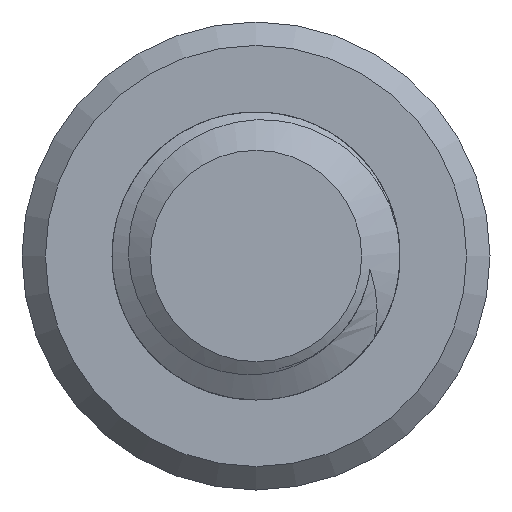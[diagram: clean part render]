
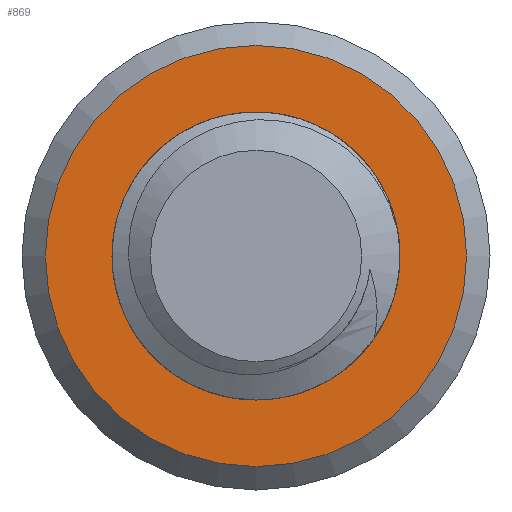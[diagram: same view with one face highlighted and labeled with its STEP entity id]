
A CAD part, left-side view. The second image highlights one B-rep face of the part: STEP entity #869.
In plain terms, the highlighted face is planar.
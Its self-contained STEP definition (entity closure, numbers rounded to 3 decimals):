
#20=FACE_BOUND('',#141,.T.);
#23=PLANE('',#950);
#87=FACE_OUTER_BOUND('',#140,.T.);
#140=EDGE_LOOP('',(#754));
#141=EDGE_LOOP('',(#755,#756,#757,#758));
#154=CIRCLE('',#898,4.);
#158=CIRCLE('',#930,5.85);
#164=CIRCLE('',#941,3.188);
#233=B_SPLINE_CURVE_WITH_KNOTS('',3,(#3806,#3807,#3808,#3809,#3810,#3811,
#3812,#3813,#3814,#3815,#3816,#3817,#3818,#3819,#3820,#3821,#3822,#3823),
 .UNSPECIFIED.,.F.,.F.,(4,2,2,2,2,2,2,2,4),(0.,0.073,0.151,
0.312,0.521,0.735,0.842,1.006,
1.169),.UNSPECIFIED.);
#234=B_SPLINE_CURVE_WITH_KNOTS('',3,(#4234,#4235,#4236,#4237,#4238,#4239,
#4240,#4241,#4242,#4243,#4244,#4245,#4246,#4247,#4248,#4249,#4250,#4251),
 .UNSPECIFIED.,.F.,.F.,(4,2,2,2,2,2,2,2,4),(0.,0.104,0.209,
0.31,0.665,1.014,1.291,1.427,
1.558),.UNSPECIFIED.);
#325=VERTEX_POINT('',#1152);
#326=VERTEX_POINT('',#1179);
#385=VERTEX_POINT('',#3257);
#394=VERTEX_POINT('',#3326);
#395=VERTEX_POINT('',#3351);
#408=EDGE_CURVE('',#325,#326,#154,.T.);
#495=EDGE_CURVE('',#385,#385,#158,.T.);
#509=EDGE_CURVE('',#395,#394,#164,.T.);
#513=EDGE_CURVE('',#394,#326,#233,.T.);
#514=EDGE_CURVE('',#325,#395,#234,.T.);
#754=ORIENTED_EDGE('',*,*,#495,.T.);
#755=ORIENTED_EDGE('',*,*,#408,.F.);
#756=ORIENTED_EDGE('',*,*,#514,.T.);
#757=ORIENTED_EDGE('',*,*,#509,.T.);
#758=ORIENTED_EDGE('',*,*,#513,.T.);
#869=ADVANCED_FACE('',(#87,#20),#23,.F.);
#898=AXIS2_PLACEMENT_3D('',#1180,#971,#972);
#930=AXIS2_PLACEMENT_3D('',#3259,#1063,#1064);
#941=AXIS2_PLACEMENT_3D('',#3352,#1088,#1089);
#950=AXIS2_PLACEMENT_3D('',#4263,#1106,#1107);
#971=DIRECTION('center_axis',(0.,0.,1.));
#972=DIRECTION('ref_axis',(1.,0.,0.));
#1063=DIRECTION('center_axis',(0.,0.,1.));
#1064=DIRECTION('ref_axis',(-1.,0.,0.));
#1088=DIRECTION('center_axis',(0.,0.,-1.));
#1089=DIRECTION('ref_axis',(1.,0.,0.));
#1106=DIRECTION('center_axis',(0.,0.,-1.));
#1107=DIRECTION('ref_axis',(-1.,0.,0.));
#1152=CARTESIAN_POINT('',(2.336,-3.247,-18.));
#1179=CARTESIAN_POINT('',(3.955,-0.6,-18.));
#1180=CARTESIAN_POINT('Origin',(0.,0.,-18.));
#3257=CARTESIAN_POINT('',(5.85,0.,-18.));
#3259=CARTESIAN_POINT('Origin',(0.,0.,-18.));
#3326=CARTESIAN_POINT('',(-1.862,2.588,-18.));
#3351=CARTESIAN_POINT('',(-3.152,0.478,-18.));
#3352=CARTESIAN_POINT('Origin',(0.,0.,-18.));
#3806=CARTESIAN_POINT('Ctrl Pts',(-1.862,2.588,-18.));
#3807=CARTESIAN_POINT('Ctrl Pts',(-1.681,2.752,-18.));
#3808=CARTESIAN_POINT('Ctrl Pts',(-1.481,2.895,-18.));
#3809=CARTESIAN_POINT('Ctrl Pts',(-1.042,3.139,-18.));
#3810=CARTESIAN_POINT('Ctrl Pts',(-0.802,3.237,-18.));
#3811=CARTESIAN_POINT('Ctrl Pts',(-0.036,3.446,
-18.));
#3812=CARTESIAN_POINT('Ctrl Pts',(0.437,3.435,-18.));
#3813=CARTESIAN_POINT('Ctrl Pts',(1.243,3.33,-18.));
#3814=CARTESIAN_POINT('Ctrl Pts',(1.683,3.184,-18.));
#3815=CARTESIAN_POINT('Ctrl Pts',(2.493,2.726,-18.));
#3816=CARTESIAN_POINT('Ctrl Pts',(2.853,2.415,-18.));
#3817=CARTESIAN_POINT('Ctrl Pts',(3.287,1.858,-18.));
#3818=CARTESIAN_POINT('Ctrl Pts',(3.415,1.656,-18.));
#3819=CARTESIAN_POINT('Ctrl Pts',(3.685,1.136,-18.));
#3820=CARTESIAN_POINT('Ctrl Pts',(3.805,0.799,-18.));
#3821=CARTESIAN_POINT('Ctrl Pts',(3.951,0.106,-18.));
#3822=CARTESIAN_POINT('Ctrl Pts',(3.976,-0.248,-18.));
#3823=CARTESIAN_POINT('Ctrl Pts',(3.955,-0.6,-18.));
#4234=CARTESIAN_POINT('Ctrl Pts',(2.336,-3.247,-18.));
#4235=CARTESIAN_POINT('Ctrl Pts',(2.039,-3.423,-18.));
#4236=CARTESIAN_POINT('Ctrl Pts',(1.72,-3.559,-18.));
#4237=CARTESIAN_POINT('Ctrl Pts',(1.048,-3.746,-18.));
#4238=CARTESIAN_POINT('Ctrl Pts',(0.698,-3.795,-18.));
#4239=CARTESIAN_POINT('Ctrl Pts',(0.011,-3.799,
-18.));
#4240=CARTESIAN_POINT('Ctrl Pts',(-0.243,-3.758,
-18.));
#4241=CARTESIAN_POINT('Ctrl Pts',(-0.841,-3.644,
-18.));
#4242=CARTESIAN_POINT('Ctrl Pts',(-1.284,-3.465,-18.));
#4243=CARTESIAN_POINT('Ctrl Pts',(-2.07,-2.947,-18.));
#4244=CARTESIAN_POINT('Ctrl Pts',(-2.405,-2.618,-18.));
#4245=CARTESIAN_POINT('Ctrl Pts',(-2.877,-1.928,-18.));
#4246=CARTESIAN_POINT('Ctrl Pts',(-3.091,-1.517,-18.));
#4247=CARTESIAN_POINT('Ctrl Pts',(-3.247,-0.758,
-18.));
#4248=CARTESIAN_POINT('Ctrl Pts',(-3.269,-0.502,
-18.));
#4249=CARTESIAN_POINT('Ctrl Pts',(-3.252,-0.002,
-18.));
#4250=CARTESIAN_POINT('Ctrl Pts',(-3.216,0.242,-18.));
#4251=CARTESIAN_POINT('Ctrl Pts',(-3.152,0.478,-18.));
#4263=CARTESIAN_POINT('Origin',(0.,0.,-18.));
